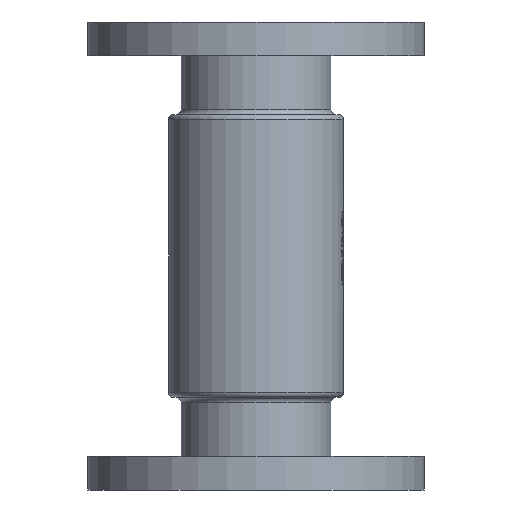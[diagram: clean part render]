
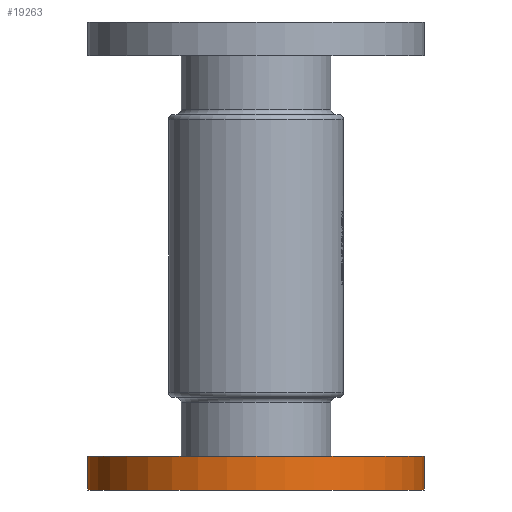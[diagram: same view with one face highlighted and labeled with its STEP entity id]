
A CAD part, front view. The second image highlights one B-rep face of the part: STEP entity #19263.
In plain terms, the highlighted cylindrical face has radius 100 mm (diameter 200 mm), a partial arc.
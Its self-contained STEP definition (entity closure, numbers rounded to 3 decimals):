
#36 = AXIS2_PLACEMENT_3D ( 'NONE', #26385, #26827, #1687 ) ;
#1687 = DIRECTION ( 'NONE',  ( 1., 0., 0. ) ) ;
#2148 = FACE_OUTER_BOUND ( 'NONE', #19286, .T. ) ;
#2233 = EDGE_CURVE ( 'NONE', #28861, #15817, #28377, .T. ) ;
#3529 = DIRECTION ( 'NONE',  ( 0., 0., -1. ) ) ;
#4540 = EDGE_CURVE ( 'NONE', #23252, #28861, #12952, .T. ) ;
#5319 = CARTESIAN_POINT ( 'NONE',  ( 100., 0., -258. ) ) ;
#6068 = CARTESIAN_POINT ( 'NONE',  ( 0., 0., -258. ) ) ;
#6415 = ORIENTED_EDGE ( 'NONE', *, *, #7264, .T. ) ;
#7175 = AXIS2_PLACEMENT_3D ( 'NONE', #6068, #7532, #26193 ) ;
#7264 = EDGE_CURVE ( 'NONE', #23252, #17309, #22572, .T. ) ;
#7532 = DIRECTION ( 'NONE',  ( 0., 0., 1. ) ) ;
#8530 = AXIS2_PLACEMENT_3D ( 'NONE', #11619, #11323, #29667 ) ;
#10137 = CIRCLE ( 'NONE', #36, 100. ) ;
#11183 = CYLINDRICAL_SURFACE ( 'NONE', #8530, 100. ) ;
#11217 = ORIENTED_EDGE ( 'NONE', *, *, #15448, .T. ) ;
#11323 = DIRECTION ( 'NONE',  ( 0., 0., -1. ) ) ;
#11619 = CARTESIAN_POINT ( 'NONE',  ( 0., 0., -278. ) ) ;
#12952 = CIRCLE ( 'NONE', #7175, 100. ) ;
#13391 = VECTOR ( 'NONE', #3529, 1000. ) ;
#15045 = CARTESIAN_POINT ( 'NONE',  ( -100., 0., -278. ) ) ;
#15448 = EDGE_CURVE ( 'NONE', #17309, #15817, #10137, .T. ) ;
#15817 = VERTEX_POINT ( 'NONE', #19746 ) ;
#16043 = CARTESIAN_POINT ( 'NONE',  ( -100., 0., -278. ) ) ;
#17209 = ORIENTED_EDGE ( 'NONE', *, *, #4540, .F. ) ;
#17309 = VERTEX_POINT ( 'NONE', #16043 ) ;
#19263 = ADVANCED_FACE ( 'NONE', ( #2148 ), #11183, .T. ) ;
#19286 = EDGE_LOOP ( 'NONE', ( #17209, #6415, #11217, #22897 ) ) ;
#19367 = CARTESIAN_POINT ( 'NONE',  ( 100., 0., -278. ) ) ;
#19543 = CARTESIAN_POINT ( 'NONE',  ( -100., 0., -258. ) ) ;
#19746 = CARTESIAN_POINT ( 'NONE',  ( 100., 0., -278. ) ) ;
#22572 = LINE ( 'NONE', #15045, #22726 ) ;
#22726 = VECTOR ( 'NONE', #24235, 1000. ) ;
#22897 = ORIENTED_EDGE ( 'NONE', *, *, #2233, .F. ) ;
#23252 = VERTEX_POINT ( 'NONE', #19543 ) ;
#24235 = DIRECTION ( 'NONE',  ( 0., 0., -1. ) ) ;
#26193 = DIRECTION ( 'NONE',  ( 1., 0., 0. ) ) ;
#26385 = CARTESIAN_POINT ( 'NONE',  ( 0., 0., -278. ) ) ;
#26827 = DIRECTION ( 'NONE',  ( 0., 0., 1. ) ) ;
#28377 = LINE ( 'NONE', #19367, #13391 ) ;
#28861 = VERTEX_POINT ( 'NONE', #5319 ) ;
#29667 = DIRECTION ( 'NONE',  ( 1., 0., 0. ) ) ;
